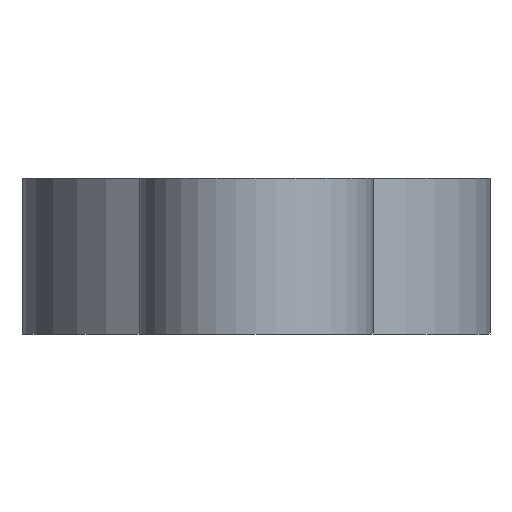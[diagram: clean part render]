
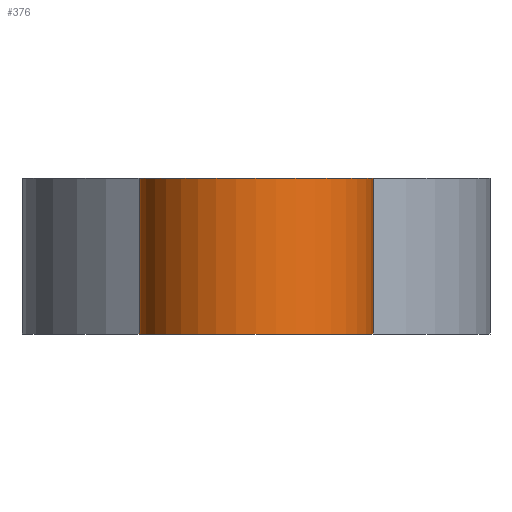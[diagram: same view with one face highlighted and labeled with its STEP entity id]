
A CAD part, front view. The second image highlights one B-rep face of the part: STEP entity #376.
In plain terms, the highlighted cylindrical face has radius 7.5 mm (diameter 15 mm), a partial arc.
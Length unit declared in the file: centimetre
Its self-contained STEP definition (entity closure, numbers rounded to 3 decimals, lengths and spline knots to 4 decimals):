
#34 = CARTESIAN_POINT ( 'NONE',  ( 0., 0., 1. ) ) ;
#36 = ORIENTED_EDGE ( 'NONE', *, *, #88, .F. ) ;
#41 = FACE_OUTER_BOUND ( 'NONE', #336, .T. ) ;
#43 = LINE ( 'NONE', #222, #136 ) ;
#44 = EDGE_CURVE ( 'NONE', #145, #189, #43, .T. ) ;
#46 = DIRECTION ( 'NONE',  ( 0., 0., -1. ) ) ;
#49 = VECTOR ( 'NONE', #46, 100. ) ;
#53 = CIRCLE ( 'NONE', #324, 0.75 ) ;
#62 = CARTESIAN_POINT ( 'NONE',  ( 0., 0., 0. ) ) ;
#72 = VERTEX_POINT ( 'NONE', #287 ) ;
#88 = EDGE_CURVE ( 'NONE', #72, #234, #107, .T. ) ;
#106 = ORIENTED_EDGE ( 'NONE', *, *, #352, .T. ) ;
#107 = LINE ( 'NONE', #321, #49 ) ;
#126 = DIRECTION ( 'NONE',  ( 0., 0., -1. ) ) ;
#136 = VECTOR ( 'NONE', #291, 100. ) ;
#145 = VERTEX_POINT ( 'NONE', #346 ) ;
#183 = AXIS2_PLACEMENT_3D ( 'NONE', #34, #126, #233 ) ;
#189 = VERTEX_POINT ( 'NONE', #203 ) ;
#199 = AXIS2_PLACEMENT_3D ( 'NONE', #382, #268, #322 ) ;
#203 = CARTESIAN_POINT ( 'NONE',  ( -0.75, 0., 0. ) ) ;
#207 = DIRECTION ( 'NONE',  ( 0., 0., 1. ) ) ;
#209 = DIRECTION ( 'NONE',  ( 1., 0., 0. ) ) ;
#213 = ORIENTED_EDGE ( 'NONE', *, *, #44, .T. ) ;
#222 = CARTESIAN_POINT ( 'NONE',  ( -0.75, 0., 1. ) ) ;
#233 = DIRECTION ( 'NONE',  ( -1., 0., 0. ) ) ;
#234 = VERTEX_POINT ( 'NONE', #239 ) ;
#239 = CARTESIAN_POINT ( 'NONE',  ( 0.75, 0., 0. ) ) ;
#264 = CYLINDRICAL_SURFACE ( 'NONE', #183, 0.75 ) ;
#268 = DIRECTION ( 'NONE',  ( 0., 0., 1. ) ) ;
#284 = CIRCLE ( 'NONE', #199, 0.75 ) ;
#287 = CARTESIAN_POINT ( 'NONE',  ( 0.75, 0., 1. ) ) ;
#291 = DIRECTION ( 'NONE',  ( 0., 0., -1. ) ) ;
#292 = EDGE_CURVE ( 'NONE', #145, #72, #284, .T. ) ;
#321 = CARTESIAN_POINT ( 'NONE',  ( 0.75, 0., 1. ) ) ;
#322 = DIRECTION ( 'NONE',  ( 1., 0., 0. ) ) ;
#324 = AXIS2_PLACEMENT_3D ( 'NONE', #62, #207, #209 ) ;
#336 = EDGE_LOOP ( 'NONE', ( #106, #36, #375, #213 ) ) ;
#346 = CARTESIAN_POINT ( 'NONE',  ( -0.75, 0., 1. ) ) ;
#352 = EDGE_CURVE ( 'NONE', #189, #234, #53, .T. ) ;
#375 = ORIENTED_EDGE ( 'NONE', *, *, #292, .F. ) ;
#376 = ADVANCED_FACE ( 'NONE', ( #41 ), #264, .T. ) ;
#382 = CARTESIAN_POINT ( 'NONE',  ( 0., 0., 1. ) ) ;
